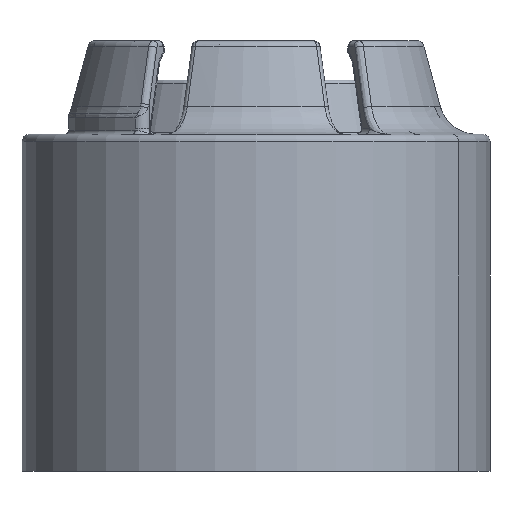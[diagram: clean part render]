
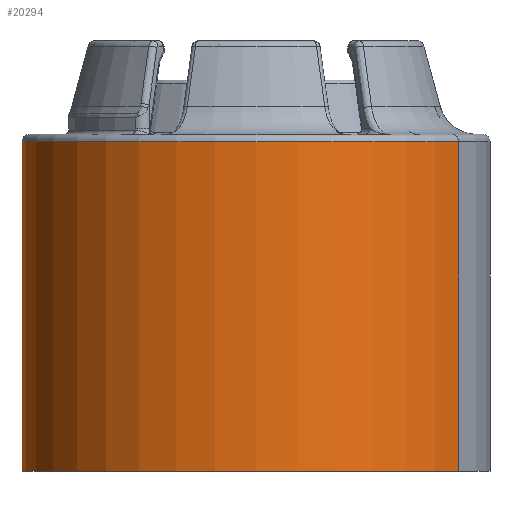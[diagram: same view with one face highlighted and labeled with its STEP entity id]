
A CAD part, left-side view. The second image highlights one B-rep face of the part: STEP entity #20294.
In plain terms, the highlighted cylindrical face has radius 12.5 mm (diameter 25 mm), a partial arc.
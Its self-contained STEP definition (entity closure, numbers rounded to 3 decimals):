
#1454 = CARTESIAN_POINT ( 'NONE',  ( 6.25, 10.825, -63.379 ) ) ;
#2152 = CYLINDRICAL_SURFACE ( 'NONE', #5529, 12.5 ) ;
#3571 = CARTESIAN_POINT ( 'NONE',  ( -6.25, -10.825, 0. ) ) ;
#3668 = ORIENTED_EDGE ( 'NONE', *, *, #17736, .T. ) ;
#4672 = CARTESIAN_POINT ( 'NONE',  ( -6.25, -10.825, -80.979 ) ) ;
#4832 = VERTEX_POINT ( 'NONE', #16681 ) ;
#5529 = AXIS2_PLACEMENT_3D ( 'NONE', #21999, #6906, #12523 ) ;
#6906 = DIRECTION ( 'NONE',  ( 0., 0., 1. ) ) ;
#7335 = CARTESIAN_POINT ( 'NONE',  ( 0., 0., -63.379 ) ) ;
#7652 = DIRECTION ( 'NONE',  ( -0.5, -0.866, 0. ) ) ;
#8263 = ORIENTED_EDGE ( 'NONE', *, *, #24365, .T. ) ;
#9159 = LINE ( 'NONE', #3571, #23190 ) ;
#11683 = LINE ( 'NONE', #19678, #22752 ) ;
#12523 = DIRECTION ( 'NONE',  ( -0.5, -0.866, 0. ) ) ;
#13004 = VERTEX_POINT ( 'NONE', #1454 ) ;
#14192 = AXIS2_PLACEMENT_3D ( 'NONE', #7335, #18881, #18802 ) ;
#15082 = VERTEX_POINT ( 'NONE', #4672 ) ;
#15980 = EDGE_CURVE ( 'NONE', #4832, #13004, #17109, .T. ) ;
#16681 = CARTESIAN_POINT ( 'NONE',  ( -6.25, -10.825, -63.379 ) ) ;
#17109 = CIRCLE ( 'NONE', #14192, 12.5 ) ;
#17132 = EDGE_CURVE ( 'NONE', #22412, #13004, #11683, .T. ) ;
#17736 = EDGE_CURVE ( 'NONE', #22412, #15082, #21576, .T. ) ;
#18802 = DIRECTION ( 'NONE',  ( 0.5, 0.866, 0. ) ) ;
#18881 = DIRECTION ( 'NONE',  ( 0., 0., -1. ) ) ;
#19678 = CARTESIAN_POINT ( 'NONE',  ( 6.25, 10.825, 0. ) ) ;
#20294 = ADVANCED_FACE ( 'NONE', ( #22427 ), #2152, .T. ) ;
#21369 = DIRECTION ( 'NONE',  ( 0., 0., 1. ) ) ;
#21576 = CIRCLE ( 'NONE', #24319, 12.5 ) ;
#21854 = ORIENTED_EDGE ( 'NONE', *, *, #17132, .F. ) ;
#21999 = CARTESIAN_POINT ( 'NONE',  ( 0., 0., 0. ) ) ;
#22412 = VERTEX_POINT ( 'NONE', #23248 ) ;
#22427 = FACE_OUTER_BOUND ( 'NONE', #23380, .T. ) ;
#22752 = VECTOR ( 'NONE', #21369, 1000. ) ;
#22974 = DIRECTION ( 'NONE',  ( 0., 0., 1. ) ) ;
#23190 = VECTOR ( 'NONE', #24578, 1000. ) ;
#23248 = CARTESIAN_POINT ( 'NONE',  ( 6.25, 10.825, -80.979 ) ) ;
#23380 = EDGE_LOOP ( 'NONE', ( #21854, #3668, #8263, #23439 ) ) ;
#23439 = ORIENTED_EDGE ( 'NONE', *, *, #15980, .T. ) ;
#24319 = AXIS2_PLACEMENT_3D ( 'NONE', #24734, #22974, #7652 ) ;
#24365 = EDGE_CURVE ( 'NONE', #15082, #4832, #9159, .T. ) ;
#24578 = DIRECTION ( 'NONE',  ( 0., 0., 1. ) ) ;
#24734 = CARTESIAN_POINT ( 'NONE',  ( 0., 0., -80.979 ) ) ;
